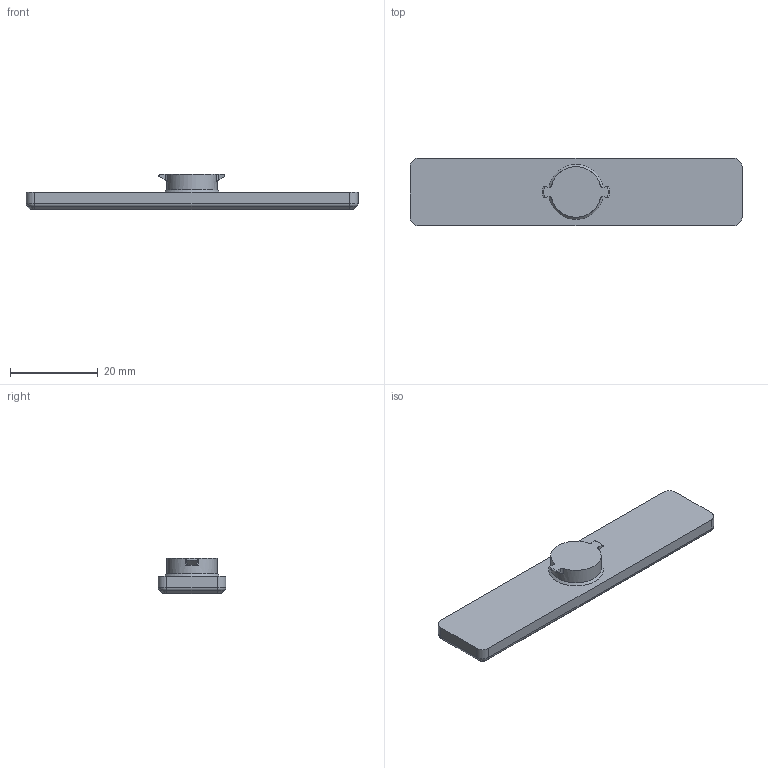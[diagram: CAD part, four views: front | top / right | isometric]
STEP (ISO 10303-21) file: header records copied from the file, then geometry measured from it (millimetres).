
FILE_DESCRIPTION(/* description */ (''),/* implementation_level */ '2;1');
FILE_NAME(/* name */ 'ORS_Divider.step',/* time_stamp */ '2020-12-04T10:08:46-08:00',/* author */ (''),/* organization */ (''),/* preprocessor_version */ 'ST-DEVELOPER v18.1',/* originating_system */ 'Autodesk Translation Framework v9.3.0.1241',/* authorisation */ '');
FILE_SCHEMA (('AUTOMOTIVE_DESIGN { 1 0 10303 214 3 1 1 }'));
Length unit declared in the file: millimetre
Products named in the file (1): ORS_Divider
Bounding box: 75.7 x 15.5 x 8 mm (x, y, z)
Volume: 5015.6 mm3; surface area: 3096 mm2
Topology: 1 solids, 1 shells, 41 faces, 97 edges, 59 vertices
Faces by surface type: plane 15, cylinder 13, cone 7, bspline 4, torus 2
Full cylindrical faces by diameter (mm): 11.5 x1
Entity records: 1255 total; most frequent: CARTESIAN_POINT 266, DIRECTION 212, ORIENTED_EDGE 194, EDGE_CURVE 97, AXIS2_PLACEMENT_3D 81, VERTEX_POINT 59, LINE 50, VECTOR 50
